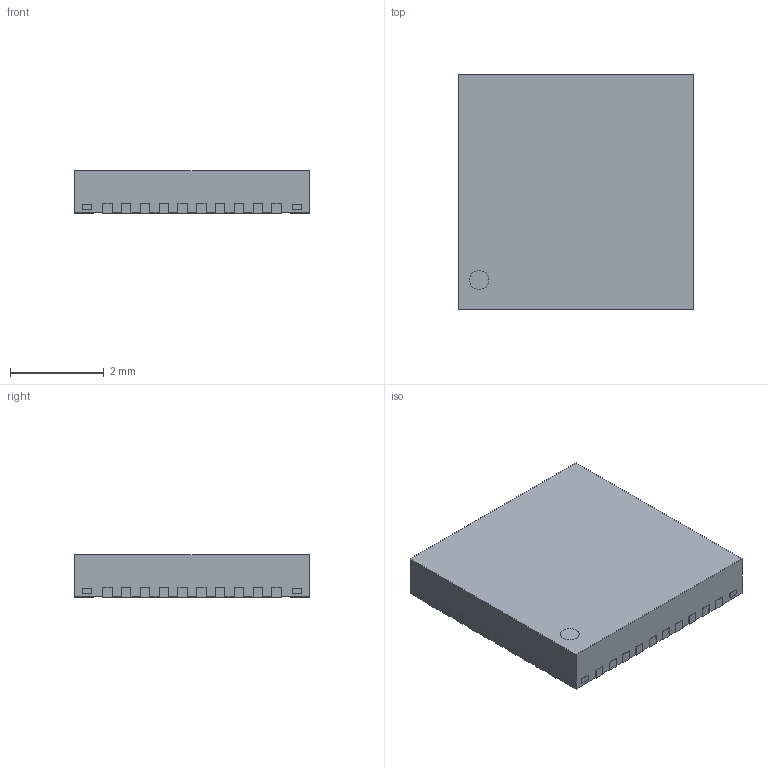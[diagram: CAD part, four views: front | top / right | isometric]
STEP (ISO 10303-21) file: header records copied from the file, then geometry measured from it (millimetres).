
FILE_DESCRIPTION (( 'STEP AP214' ), '1' );
FILE_NAME ('QFN-40-5x5-EP3_8.STEP', '2022-10-14T02:37:37', ( '' ), ( '' ), 'SwSTEP 2.0', 'SolidWorks 2019', '' );
FILE_SCHEMA (( 'AUTOMOTIVE_DESIGN' ));
Length unit declared in the file: millimetre
Products named in the file (1): QFN-40-5x5-EP3_8
Bounding box: 5.02 x 5.02 x 0.91 mm (x, y, z)
Volume: 22.7 mm3; surface area: 69 mm2
Topology: 1 solids, 1 shells, 309 faces, 891 edges, 594 vertices
Faces by surface type: plane 253, cylinder 56
Entity records: 10170 total; most frequent: CARTESIAN_POINT 1795, ORIENTED_EDGE 1782, DIRECTION 1623, EDGE_CURVE 891, VECTOR 779, LINE 779, VERTEX_POINT 594, AXIS2_PLACEMENT_3D 422
